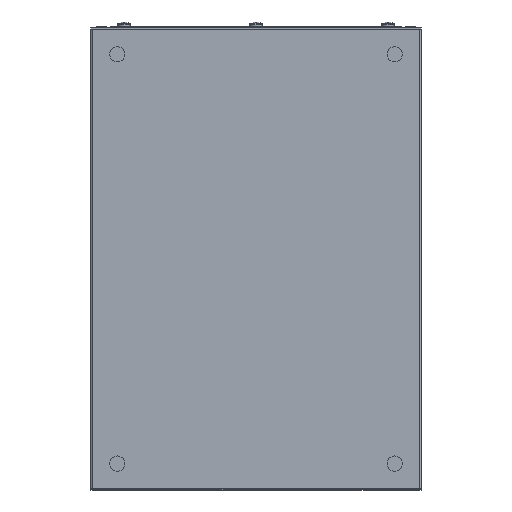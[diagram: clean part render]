
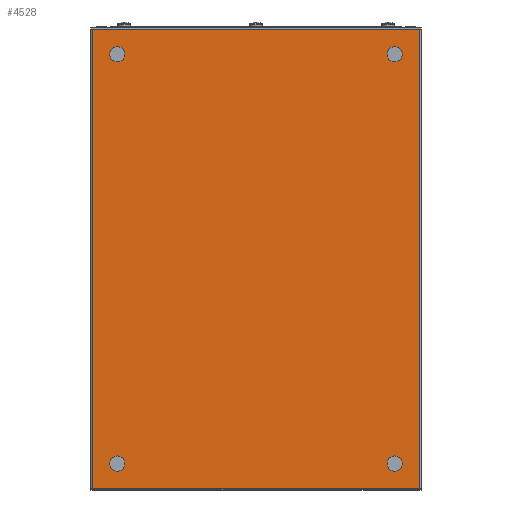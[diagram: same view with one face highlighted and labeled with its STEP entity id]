
A CAD part, front view. The second image highlights one B-rep face of the part: STEP entity #4528.
In plain terms, the highlighted planar face has unit normal (0, -1, 0).
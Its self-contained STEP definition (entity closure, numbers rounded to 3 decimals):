
#162 = VERTEX_POINT ( 'NONE', #5237 ) ;
#507 = VERTEX_POINT ( 'NONE', #22168 ) ;
#1760 = DIRECTION ( 'NONE',  ( -1., 0., 0. ) ) ;
#2434 = VERTEX_POINT ( 'NONE', #27622 ) ;
#2890 = ORIENTED_EDGE ( 'NONE', *, *, #14926, .F. ) ;
#3204 = CARTESIAN_POINT ( 'NONE',  ( 247.6, 0., -347.6 ) ) ;
#3329 = EDGE_CURVE ( 'NONE', #26596, #507, #27011, .T. ) ;
#3402 = LINE ( 'NONE', #21673, #26078 ) ;
#3419 = DIRECTION ( 'NONE',  ( 0., -1., 0. ) ) ;
#3778 = FACE_BOUND ( 'NONE', #23933, .T. ) ;
#3902 = DIRECTION ( 'NONE',  ( 0., -1., 0. ) ) ;
#4004 = AXIS2_PLACEMENT_3D ( 'NONE', #17220, #30712, #14451 ) ;
#4528 = ADVANCED_FACE ( 'NONE', ( #31010, #23970, #6620, #3778, #26863 ), #14448, .T. ) ;
#4539 = CARTESIAN_POINT ( 'NONE',  ( 0., 0., 0. ) ) ;
#4659 = CIRCLE ( 'NONE', #22662, 4.25 ) ;
#4671 = EDGE_LOOP ( 'NONE', ( #28078, #6287, #20855, #7611 ) ) ;
#4704 = VECTOR ( 'NONE', #1760, 1000. ) ;
#5237 = CARTESIAN_POINT ( 'NONE',  ( 18.8, 0., -324.55 ) ) ;
#6214 = CARTESIAN_POINT ( 'NONE',  ( 18.8, 0., -328.8 ) ) ;
#6287 = ORIENTED_EDGE ( 'NONE', *, *, #13493, .F. ) ;
#6305 = CIRCLE ( 'NONE', #20381, 4.25 ) ;
#6410 = CARTESIAN_POINT ( 'NONE',  ( 18.8, 0., -328.8 ) ) ;
#6469 = VERTEX_POINT ( 'NONE', #3204 ) ;
#6620 = FACE_BOUND ( 'NONE', #23763, .T. ) ;
#6823 = DIRECTION ( 'NONE',  ( 0., -1., 0. ) ) ;
#7084 = EDGE_CURVE ( 'NONE', #162, #21755, #31732, .T. ) ;
#7186 = ORIENTED_EDGE ( 'NONE', *, *, #32475, .F. ) ;
#7456 = VECTOR ( 'NONE', #15125, 1000. ) ;
#7611 = ORIENTED_EDGE ( 'NONE', *, *, #16102, .F. ) ;
#7692 = DIRECTION ( 'NONE',  ( 0., -1., 0. ) ) ;
#7730 = LINE ( 'NONE', #20926, #26697 ) ;
#8588 = EDGE_CURVE ( 'NONE', #32885, #25473, #21325, .T. ) ;
#8975 = DIRECTION ( 'NONE',  ( 0., 0., -1. ) ) ;
#9148 = CIRCLE ( 'NONE', #29596, 4.25 ) ;
#9343 = AXIS2_PLACEMENT_3D ( 'NONE', #25605, #33675, #16142 ) ;
#9362 = CARTESIAN_POINT ( 'NONE',  ( 18.8, 0., -18.8 ) ) ;
#9435 = AXIS2_PLACEMENT_3D ( 'NONE', #23838, #7692, #18655 ) ;
#10815 = CIRCLE ( 'NONE', #14344, 4.25 ) ;
#10863 = ORIENTED_EDGE ( 'NONE', *, *, #13832, .F. ) ;
#11251 = ORIENTED_EDGE ( 'NONE', *, *, #15315, .F. ) ;
#11313 = DIRECTION ( 'NONE',  ( 0., -1., 0. ) ) ;
#11376 = VERTEX_POINT ( 'NONE', #12244 ) ;
#11638 = DIRECTION ( 'NONE',  ( 0., 0., -1. ) ) ;
#11831 = CARTESIAN_POINT ( 'NONE',  ( 228.8, 0., -328.8 ) ) ;
#11973 = EDGE_LOOP ( 'NONE', ( #10863, #23966 ) ) ;
#12244 = CARTESIAN_POINT ( 'NONE',  ( 0., 0., 0. ) ) ;
#12258 = ORIENTED_EDGE ( 'NONE', *, *, #8588, .F. ) ;
#13493 = EDGE_CURVE ( 'NONE', #6469, #30517, #21200, .T. ) ;
#13512 = CARTESIAN_POINT ( 'NONE',  ( 228.8, 0., -14.55 ) ) ;
#13832 = EDGE_CURVE ( 'NONE', #21755, #162, #6305, .T. ) ;
#14344 = AXIS2_PLACEMENT_3D ( 'NONE', #9362, #23164, #17860 ) ;
#14376 = CARTESIAN_POINT ( 'NONE',  ( 228.8, 0., -18.8 ) ) ;
#14448 = PLANE ( 'NONE',  #29690 ) ;
#14451 = DIRECTION ( 'NONE',  ( 0., 0., -1. ) ) ;
#14792 = DIRECTION ( 'NONE',  ( 0., 0., -1. ) ) ;
#14926 = EDGE_CURVE ( 'NONE', #25473, #32885, #10815, .T. ) ;
#15125 = DIRECTION ( 'NONE',  ( 1., 0., 0. ) ) ;
#15315 = EDGE_CURVE ( 'NONE', #33032, #2434, #9148, .T. ) ;
#15670 = CARTESIAN_POINT ( 'NONE',  ( 18.8, 0., -23.05 ) ) ;
#15945 = EDGE_CURVE ( 'NONE', #2434, #33032, #20288, .T. ) ;
#16102 = EDGE_CURVE ( 'NONE', #11376, #28843, #33484, .T. ) ;
#16142 = DIRECTION ( 'NONE',  ( 0., 0., 1. ) ) ;
#16423 = CARTESIAN_POINT ( 'NONE',  ( 0., 0., -347.6 ) ) ;
#16785 = DIRECTION ( 'NONE',  ( 0., 0., 1. ) ) ;
#17022 = DIRECTION ( 'NONE',  ( 0., 0., -1. ) ) ;
#17220 = CARTESIAN_POINT ( 'NONE',  ( 228.8, 0., -18.8 ) ) ;
#17673 = CARTESIAN_POINT ( 'NONE',  ( 0., 0., -347.6 ) ) ;
#17860 = DIRECTION ( 'NONE',  ( 0., 0., 1. ) ) ;
#18393 = DIRECTION ( 'NONE',  ( 0., 0., 1. ) ) ;
#18655 = DIRECTION ( 'NONE',  ( 0., 0., 1. ) ) ;
#19448 = CARTESIAN_POINT ( 'NONE',  ( 228.8, 0., -324.55 ) ) ;
#20288 = CIRCLE ( 'NONE', #4004, 4.25 ) ;
#20381 = AXIS2_PLACEMENT_3D ( 'NONE', #6410, #3902, #8975 ) ;
#20855 = ORIENTED_EDGE ( 'NONE', *, *, #32337, .F. ) ;
#20926 = CARTESIAN_POINT ( 'NONE',  ( 0., 0., 0. ) ) ;
#21200 = LINE ( 'NONE', #17673, #4704 ) ;
#21257 = CARTESIAN_POINT ( 'NONE',  ( 247.6, 0., 0. ) ) ;
#21325 = CIRCLE ( 'NONE', #9435, 4.25 ) ;
#21673 = CARTESIAN_POINT ( 'NONE',  ( 247.6, 0., 0. ) ) ;
#21755 = VERTEX_POINT ( 'NONE', #28689 ) ;
#22168 = CARTESIAN_POINT ( 'NONE',  ( 228.8, 0., -333.05 ) ) ;
#22400 = EDGE_CURVE ( 'NONE', #30517, #11376, #7730, .T. ) ;
#22662 = AXIS2_PLACEMENT_3D ( 'NONE', #11831, #3419, #16785 ) ;
#23105 = AXIS2_PLACEMENT_3D ( 'NONE', #6214, #11313, #27216 ) ;
#23164 = DIRECTION ( 'NONE',  ( 0., -1., 0. ) ) ;
#23763 = EDGE_LOOP ( 'NONE', ( #33344, #11251 ) ) ;
#23838 = CARTESIAN_POINT ( 'NONE',  ( 18.8, 0., -18.8 ) ) ;
#23933 = EDGE_LOOP ( 'NONE', ( #7186, #33336 ) ) ;
#23966 = ORIENTED_EDGE ( 'NONE', *, *, #7084, .F. ) ;
#23970 = FACE_BOUND ( 'NONE', #27736, .T. ) ;
#25473 = VERTEX_POINT ( 'NONE', #15670 ) ;
#25605 = CARTESIAN_POINT ( 'NONE',  ( 228.8, 0., -328.8 ) ) ;
#26078 = VECTOR ( 'NONE', #11638, 1000. ) ;
#26596 = VERTEX_POINT ( 'NONE', #19448 ) ;
#26697 = VECTOR ( 'NONE', #18393, 1000. ) ;
#26749 = CARTESIAN_POINT ( 'NONE',  ( 18.8, 0., -14.55 ) ) ;
#26863 = FACE_OUTER_BOUND ( 'NONE', #4671, .T. ) ;
#27011 = CIRCLE ( 'NONE', #9343, 4.25 ) ;
#27216 = DIRECTION ( 'NONE',  ( 0., 0., -1. ) ) ;
#27622 = CARTESIAN_POINT ( 'NONE',  ( 228.8, 0., -23.05 ) ) ;
#27736 = EDGE_LOOP ( 'NONE', ( #2890, #12258 ) ) ;
#28078 = ORIENTED_EDGE ( 'NONE', *, *, #22400, .F. ) ;
#28689 = CARTESIAN_POINT ( 'NONE',  ( 18.8, 0., -333.05 ) ) ;
#28843 = VERTEX_POINT ( 'NONE', #21257 ) ;
#29596 = AXIS2_PLACEMENT_3D ( 'NONE', #14376, #32834, #17022 ) ;
#29690 = AXIS2_PLACEMENT_3D ( 'NONE', #32902, #6823, #14792 ) ;
#30517 = VERTEX_POINT ( 'NONE', #16423 ) ;
#30712 = DIRECTION ( 'NONE',  ( 0., -1., 0. ) ) ;
#31010 = FACE_BOUND ( 'NONE', #11973, .T. ) ;
#31732 = CIRCLE ( 'NONE', #23105, 4.25 ) ;
#32337 = EDGE_CURVE ( 'NONE', #28843, #6469, #3402, .T. ) ;
#32475 = EDGE_CURVE ( 'NONE', #507, #26596, #4659, .T. ) ;
#32834 = DIRECTION ( 'NONE',  ( 0., -1., 0. ) ) ;
#32885 = VERTEX_POINT ( 'NONE', #26749 ) ;
#32902 = CARTESIAN_POINT ( 'NONE',  ( 0., 0., -347.6 ) ) ;
#33032 = VERTEX_POINT ( 'NONE', #13512 ) ;
#33336 = ORIENTED_EDGE ( 'NONE', *, *, #3329, .F. ) ;
#33344 = ORIENTED_EDGE ( 'NONE', *, *, #15945, .F. ) ;
#33484 = LINE ( 'NONE', #4539, #7456 ) ;
#33675 = DIRECTION ( 'NONE',  ( 0., -1., 0. ) ) ;
